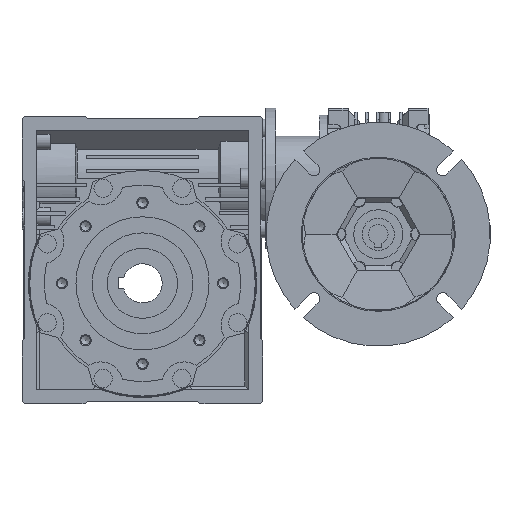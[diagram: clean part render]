
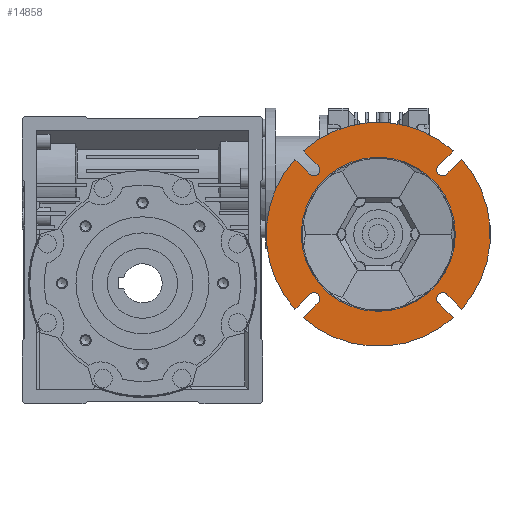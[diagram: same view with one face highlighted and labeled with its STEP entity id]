
A CAD part, left-side view. The second image highlights one B-rep face of the part: STEP entity #14858.
In plain terms, the highlighted face is planar.
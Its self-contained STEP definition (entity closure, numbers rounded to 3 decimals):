
#14858=ADVANCED_FACE('',(#26974,#26976),#26978,.T.);
#26974=FACE_BOUND('',#26975,.T.);
#26975=EDGE_LOOP('',(#35833,#35834,#35835,#35836,#35837,#35838,#35839,#35840,#35841,
#35842,#35843,#35844,#35845,#35846,#35847,#35848));
#26976=FACE_BOUND('',#26977,.T.);
#26977=EDGE_LOOP('',(#35849));
#26978=PLANE('',#26979);
#26979=AXIS2_PLACEMENT_3D('',#26980,#26981,#26982);
#26980=CARTESIAN_POINT('',(25.,0.,0.));
#26981=DIRECTION('',(1.,0.,-0.));
#26982=DIRECTION('',(0.,0.,1.));
#35833=ORIENTED_EDGE('',*,*,#40364,.T.);
#35834=ORIENTED_EDGE('',*,*,#40365,.T.);
#35835=ORIENTED_EDGE('',*,*,#40366,.T.);
#35836=ORIENTED_EDGE('',*,*,#40367,.T.);
#35837=ORIENTED_EDGE('',*,*,#40368,.T.);
#35838=ORIENTED_EDGE('',*,*,#40369,.T.);
#35839=ORIENTED_EDGE('',*,*,#40370,.T.);
#35840=ORIENTED_EDGE('',*,*,#40371,.T.);
#35841=ORIENTED_EDGE('',*,*,#40372,.T.);
#35842=ORIENTED_EDGE('',*,*,#40373,.T.);
#35843=ORIENTED_EDGE('',*,*,#40374,.T.);
#35844=ORIENTED_EDGE('',*,*,#40375,.T.);
#35845=ORIENTED_EDGE('',*,*,#40376,.T.);
#35846=ORIENTED_EDGE('',*,*,#40377,.T.);
#35847=ORIENTED_EDGE('',*,*,#40378,.T.);
#35848=ORIENTED_EDGE('',*,*,#40379,.T.);
#35849=ORIENTED_EDGE('',*,*,#40359,.T.);
#40359=EDGE_CURVE('',#47623,#47623,#47624,.F.);
#40364=EDGE_CURVE('',#47630,#47631,#47632,.F.);
#40365=EDGE_CURVE('',#47631,#47633,#47634,.T.);
#40366=EDGE_CURVE('',#47633,#47635,#47636,.F.);
#40367=EDGE_CURVE('',#47635,#47637,#47638,.T.);
#40368=EDGE_CURVE('',#47637,#47639,#47640,.F.);
#40369=EDGE_CURVE('',#47639,#47641,#47642,.T.);
#40370=EDGE_CURVE('',#47641,#47643,#47644,.F.);
#40371=EDGE_CURVE('',#47643,#47645,#47646,.T.);
#40372=EDGE_CURVE('',#47645,#47647,#47648,.F.);
#40373=EDGE_CURVE('',#47647,#47649,#47650,.T.);
#40374=EDGE_CURVE('',#47649,#47651,#47652,.F.);
#40375=EDGE_CURVE('',#47651,#47653,#47654,.T.);
#40376=EDGE_CURVE('',#47653,#47655,#47656,.F.);
#40377=EDGE_CURVE('',#47655,#47657,#47658,.T.);
#40378=EDGE_CURVE('',#47657,#47659,#47660,.F.);
#40379=EDGE_CURVE('',#47659,#47630,#47661,.T.);
#47623=VERTEX_POINT('',#69140);
#47624=CIRCLE('',#69141,55.);
#47630=VERTEX_POINT('',#69159);
#47631=VERTEX_POINT('',#69160);
#47632=LINE('',#69161,#69162);
#47633=VERTEX_POINT('',#69164);
#47634=CIRCLE('',#69165,4.25);
#47635=VERTEX_POINT('',#69169);
#47636=LINE('',#69170,#69171);
#47637=VERTEX_POINT('',#69173);
#47638=CIRCLE('',#69174,80.);
#47639=VERTEX_POINT('',#69178);
#47640=LINE('',#69179,#69180);
#47641=VERTEX_POINT('',#69182);
#47642=CIRCLE('',#69183,4.25);
#47643=VERTEX_POINT('',#69187);
#47644=LINE('',#69188,#69189);
#47645=VERTEX_POINT('',#69191);
#47646=CIRCLE('',#69192,80.);
#47647=VERTEX_POINT('',#69196);
#47648=LINE('',#69197,#69198);
#47649=VERTEX_POINT('',#69200);
#47650=CIRCLE('',#69201,4.25);
#47651=VERTEX_POINT('',#69205);
#47652=LINE('',#69206,#69207);
#47653=VERTEX_POINT('',#69209);
#47654=CIRCLE('',#69210,80.);
#47655=VERTEX_POINT('',#69214);
#47656=LINE('',#69215,#69216);
#47657=VERTEX_POINT('',#69218);
#47658=CIRCLE('',#69219,4.25);
#47659=VERTEX_POINT('',#69223);
#47660=LINE('',#69224,#69225);
#47661=CIRCLE('',#69227,80.);
#69140=CARTESIAN_POINT('',(25.,0.,-55.));
#69141=AXIS2_PLACEMENT_3D('',#69142,#69143,#69144);
#69142=CARTESIAN_POINT('',(25.,0.,0.));
#69143=DIRECTION('',(1.,0.,-0.));
#69144=DIRECTION('',(0.,-0.,-1.));
#69159=CARTESIAN_POINT('',(25.,53.483,-59.494));
#69160=CARTESIAN_POINT('',(25.,42.957,-48.967));
#69161=CARTESIAN_POINT('',(25.,42.957,-48.967));
#69162=VECTOR('',#69163,1.);
#69163=DIRECTION('',(0.,0.707,-0.707));
#69164=CARTESIAN_POINT('',(25.,48.967,-42.957));
#69165=AXIS2_PLACEMENT_3D('',#69166,#69167,#69168);
#69166=CARTESIAN_POINT('',(25.,45.962,-45.962));
#69167=DIRECTION('',(-1.,-0.,0.));
#69168=DIRECTION('',(0.,-0.707,-0.707));
#69169=CARTESIAN_POINT('',(25.,59.494,-53.483));
#69170=CARTESIAN_POINT('',(25.,59.494,-53.483));
#69171=VECTOR('',#69172,1.);
#69172=DIRECTION('',(0.,-0.707,0.707));
#69173=CARTESIAN_POINT('',(25.,59.494,53.483));
#69174=AXIS2_PLACEMENT_3D('',#69175,#69176,#69177);
#69175=CARTESIAN_POINT('',(25.,0.,0.));
#69176=DIRECTION('',(1.,0.,-0.));
#69177=DIRECTION('',(0.,0.744,-0.669));
#69178=CARTESIAN_POINT('',(25.,48.967,42.957));
#69179=CARTESIAN_POINT('',(25.,48.967,42.957));
#69180=VECTOR('',#69181,1.);
#69181=DIRECTION('',(0.,0.707,0.707));
#69182=CARTESIAN_POINT('',(25.,42.957,48.967));
#69183=AXIS2_PLACEMENT_3D('',#69184,#69185,#69186);
#69184=CARTESIAN_POINT('',(25.,45.962,45.962));
#69185=DIRECTION('',(-1.,-0.,0.));
#69186=DIRECTION('',(0.,0.707,-0.707));
#69187=CARTESIAN_POINT('',(25.,53.483,59.494));
#69188=CARTESIAN_POINT('',(25.,53.483,59.494));
#69189=VECTOR('',#69190,1.);
#69190=DIRECTION('',(0.,-0.707,-0.707));
#69191=CARTESIAN_POINT('',(25.,-53.483,59.494));
#69192=AXIS2_PLACEMENT_3D('',#69193,#69194,#69195);
#69193=CARTESIAN_POINT('',(25.,0.,0.));
#69194=DIRECTION('',(1.,0.,-0.));
#69195=DIRECTION('',(0.,0.669,0.744));
#69196=CARTESIAN_POINT('',(25.,-42.957,48.967));
#69197=CARTESIAN_POINT('',(25.,-42.957,48.967));
#69198=VECTOR('',#69199,1.);
#69199=DIRECTION('',(0.,-0.707,0.707));
#69200=CARTESIAN_POINT('',(25.,-48.967,42.957));
#69201=AXIS2_PLACEMENT_3D('',#69202,#69203,#69204);
#69202=CARTESIAN_POINT('',(25.,-45.962,45.962));
#69203=DIRECTION('',(-1.,0.,0.));
#69204=DIRECTION('',(0.,0.707,0.707));
#69205=CARTESIAN_POINT('',(25.,-59.494,53.483));
#69206=CARTESIAN_POINT('',(25.,-59.494,53.483));
#69207=VECTOR('',#69208,1.);
#69208=DIRECTION('',(0.,0.707,-0.707));
#69209=CARTESIAN_POINT('',(25.,-59.494,-53.483));
#69210=AXIS2_PLACEMENT_3D('',#69211,#69212,#69213);
#69211=CARTESIAN_POINT('',(25.,0.,0.));
#69212=DIRECTION('',(1.,0.,-0.));
#69213=DIRECTION('',(0.,-0.744,0.669));
#69214=CARTESIAN_POINT('',(25.,-48.967,-42.957));
#69215=CARTESIAN_POINT('',(25.,-48.967,-42.957));
#69216=VECTOR('',#69217,1.);
#69217=DIRECTION('',(0.,-0.707,-0.707));
#69218=CARTESIAN_POINT('',(25.,-42.957,-48.967));
#69219=AXIS2_PLACEMENT_3D('',#69220,#69221,#69222);
#69220=CARTESIAN_POINT('',(25.,-45.962,-45.962));
#69221=DIRECTION('',(-1.,0.,0.));
#69222=DIRECTION('',(0.,-0.707,0.707));
#69223=CARTESIAN_POINT('',(25.,-53.483,-59.494));
#69224=CARTESIAN_POINT('',(25.,-53.483,-59.494));
#69225=VECTOR('',#69226,1.);
#69226=DIRECTION('',(0.,0.707,0.707));
#69227=AXIS2_PLACEMENT_3D('',#69228,#69229,#69230);
#69228=CARTESIAN_POINT('',(25.,0.,0.));
#69229=DIRECTION('',(1.,0.,-0.));
#69230=DIRECTION('',(0.,-0.669,-0.744));
